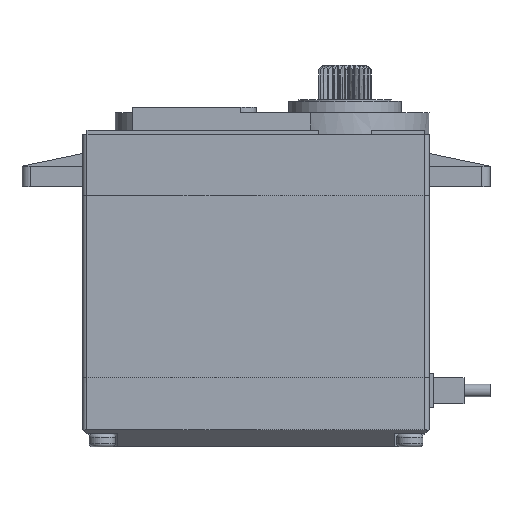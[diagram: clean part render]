
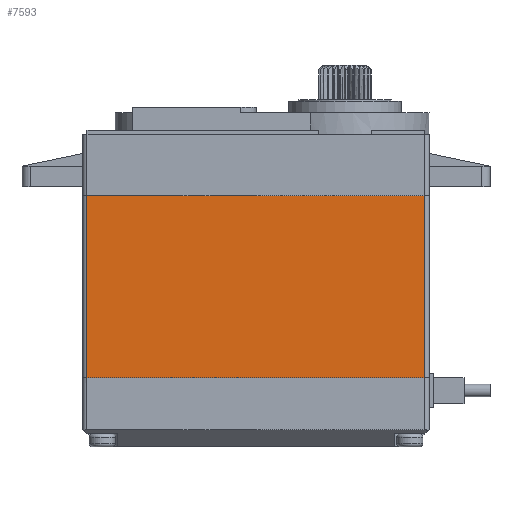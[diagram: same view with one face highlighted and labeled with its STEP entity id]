
A CAD part, front view. The second image highlights one B-rep face of the part: STEP entity #7593.
In plain terms, the highlighted planar face has unit normal (0, -1, 0).
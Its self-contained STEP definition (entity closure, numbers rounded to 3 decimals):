
#197=PLANE('',#8177);
#672=FACE_OUTER_BOUND('',#1102,.T.);
#1102=EDGE_LOOP('',(#6577,#6578,#6579,#6580));
#2104=LINE('',#29996,#2812);
#2109=LINE('',#30011,#2817);
#2110=LINE('',#30014,#2818);
#2111=LINE('',#30017,#2819);
#2812=VECTOR('',#9675,10.);
#2817=VECTOR('',#9692,10.);
#2818=VECTOR('',#9695,10.);
#2819=VECTOR('',#9700,10.);
#3598=VERTEX_POINT('',#29993);
#3599=VERTEX_POINT('',#29995);
#3603=VERTEX_POINT('',#30009);
#3604=VERTEX_POINT('',#30013);
#4621=EDGE_CURVE('',#3598,#3599,#2104,.T.);
#4629=EDGE_CURVE('',#3603,#3598,#2109,.T.);
#4630=EDGE_CURVE('',#3599,#3604,#2110,.T.);
#4632=EDGE_CURVE('',#3603,#3604,#2111,.T.);
#6577=ORIENTED_EDGE('',*,*,#4629,.F.);
#6578=ORIENTED_EDGE('',*,*,#4632,.T.);
#6579=ORIENTED_EDGE('',*,*,#4630,.F.);
#6580=ORIENTED_EDGE('',*,*,#4621,.F.);
#7593=ADVANCED_FACE('',(#672),#197,.T.);
#8177=AXIS2_PLACEMENT_3D('',#30016,#9698,#9699);
#9675=DIRECTION('',(-1.,0.,0.));
#9692=DIRECTION('',(0.,0.,-1.));
#9695=DIRECTION('',(0.,0.,1.));
#9698=DIRECTION('center_axis',(0.,-1.,0.));
#9699=DIRECTION('ref_axis',(-1.,0.,0.));
#9700=DIRECTION('',(-1.,0.,0.));
#29993=CARTESIAN_POINT('',(39.5,0.,-22.));
#29995=CARTESIAN_POINT('',(0.5,0.,-22.));
#29996=CARTESIAN_POINT('',(0.,0.,-22.));
#30009=CARTESIAN_POINT('',(39.5,0.,-1.));
#30011=CARTESIAN_POINT('',(39.5,0.,-1.));
#30013=CARTESIAN_POINT('',(0.5,0.,-1.));
#30014=CARTESIAN_POINT('',(0.5,0.,-1.));
#30016=CARTESIAN_POINT('Origin',(40.,0.,-1.));
#30017=CARTESIAN_POINT('',(0.,0.,-1.));
